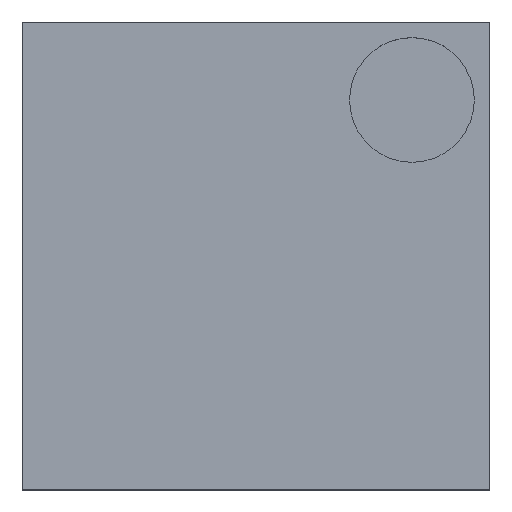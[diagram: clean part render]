
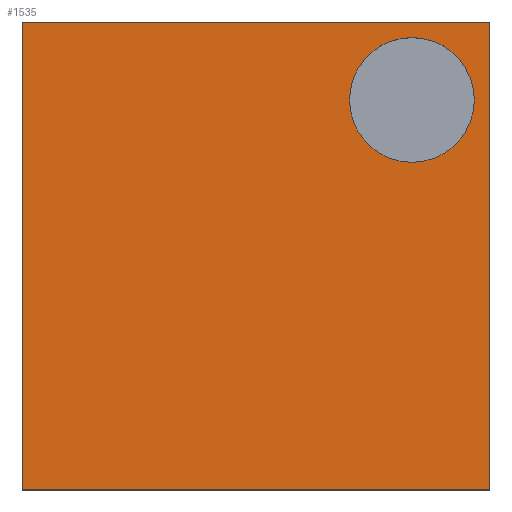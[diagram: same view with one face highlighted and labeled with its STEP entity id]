
A CAD part, top view. The second image highlights one B-rep face of the part: STEP entity #1535.
In plain terms, the highlighted planar face has unit normal (0, 0, 1).
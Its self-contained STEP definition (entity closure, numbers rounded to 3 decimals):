
#49=LINE('',#2189,#253);
#52=LINE('',#2195,#256);
#55=LINE('',#2201,#259);
#58=LINE('',#2205,#262);
#253=VECTOR('',#1771,10.);
#256=VECTOR('',#1776,10.);
#259=VECTOR('',#1781,10.);
#262=VECTOR('',#1786,10.);
#460=PLANE('',#1659);
#559=FACE_BOUND('',#672,.T.);
#566=FACE_OUTER_BOUND('',#671,.T.);
#671=EDGE_LOOP('',(#1135,#1136,#1137,#1138));
#672=EDGE_LOOP('',(#1139));
#771=CIRCLE('',#1653,0.4);
#773=VERTEX_POINT('',#2179);
#776=VERTEX_POINT('',#2186);
#777=VERTEX_POINT('',#2188);
#779=VERTEX_POINT('',#2194);
#781=VERTEX_POINT('',#2200);
#911=EDGE_CURVE('',#773,#773,#771,.T.);
#914=EDGE_CURVE('',#777,#776,#49,.T.);
#917=EDGE_CURVE('',#779,#777,#52,.T.);
#920=EDGE_CURVE('',#781,#779,#55,.T.);
#923=EDGE_CURVE('',#776,#781,#58,.T.);
#1135=ORIENTED_EDGE('',*,*,#923,.T.);
#1136=ORIENTED_EDGE('',*,*,#920,.T.);
#1137=ORIENTED_EDGE('',*,*,#917,.T.);
#1138=ORIENTED_EDGE('',*,*,#914,.T.);
#1139=ORIENTED_EDGE('',*,*,#911,.T.);
#1535=ADVANCED_FACE('',(#566,#559),#460,.T.);
#1653=AXIS2_PLACEMENT_3D('',#2180,#1763,#1764);
#1659=AXIS2_PLACEMENT_3D('',#2206,#1787,#1788);
#1763=DIRECTION('center_axis',(0.,0.,-1.));
#1764=DIRECTION('ref_axis',(-1.,0.,0.));
#1771=DIRECTION('',(1.,0.,0.));
#1776=DIRECTION('',(0.,-1.,0.));
#1781=DIRECTION('',(-1.,0.,0.));
#1786=DIRECTION('',(0.,1.,0.));
#1787=DIRECTION('center_axis',(0.,0.,1.));
#1788=DIRECTION('ref_axis',(1.,0.,0.));
#2179=CARTESIAN_POINT('',(1.4,1.,0.86));
#2180=CARTESIAN_POINT('Origin',(1.,1.,0.86));
#2186=CARTESIAN_POINT('',(1.5,-1.5,0.86));
#2188=CARTESIAN_POINT('',(-1.5,-1.5,0.86));
#2189=CARTESIAN_POINT('',(-1.5,-1.5,0.86));
#2194=CARTESIAN_POINT('',(-1.5,1.5,0.86));
#2195=CARTESIAN_POINT('',(-1.5,1.5,0.86));
#2200=CARTESIAN_POINT('',(1.5,1.5,0.86));
#2201=CARTESIAN_POINT('',(1.5,1.5,0.86));
#2205=CARTESIAN_POINT('',(1.5,-1.5,0.86));
#2206=CARTESIAN_POINT('Origin',(0.,0.,0.86));
